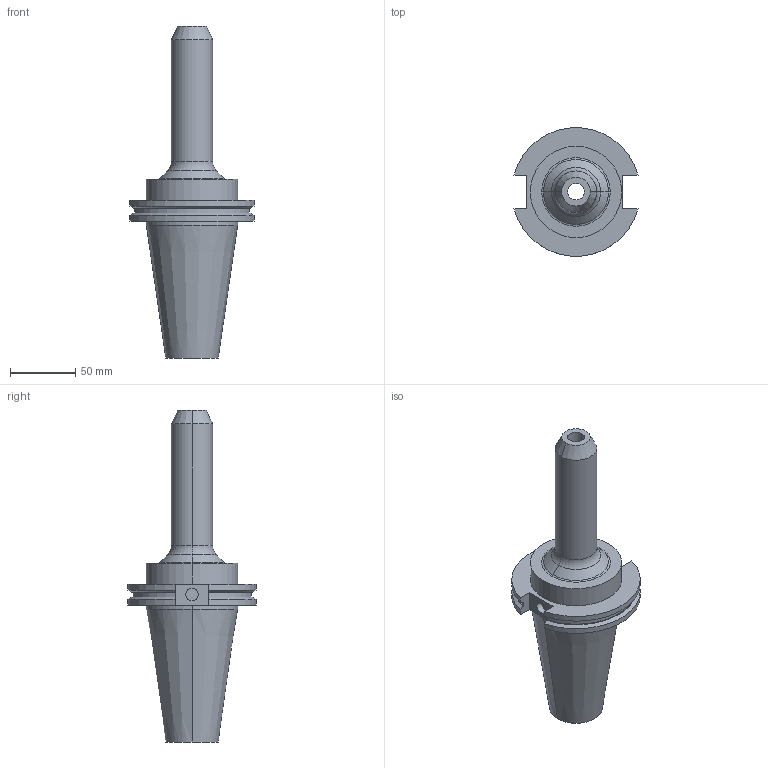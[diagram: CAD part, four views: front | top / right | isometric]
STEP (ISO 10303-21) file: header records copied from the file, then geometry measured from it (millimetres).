
FILE_DESCRIPTION (( 'STEP AP203' ), '1' );
FILE_NAME ('STP-22937-6-AD+B.STEP', '2020-06-30T06:32:13', ( '' ), ( '' ), 'SwSTEP 2.0', 'SolidWorks 2017', '' );
FILE_SCHEMA (( 'CONFIG_CONTROL_DESIGN' ));
Length unit declared in the file: millimetre
Products named in the file (1): STP-22937-6-AD+B
Bounding box: 94.95 x 98.05 x 254 mm (x, y, z)
Volume: 463046.9 mm3; surface area: 63682 mm2
Topology: 1 solids, 1 shells, 62 faces, 142 edges, 88 vertices
Faces by surface type: cylinder 24, plane 18, cone 16, torus 4
Entity records: 1843 total; most frequent: DIRECTION 328, CARTESIAN_POINT 317, ORIENTED_EDGE 284, EDGE_CURVE 142, AXIS2_PLACEMENT_3D 131, VERTEX_POINT 88, EDGE_LOOP 70, CIRCLE 68
